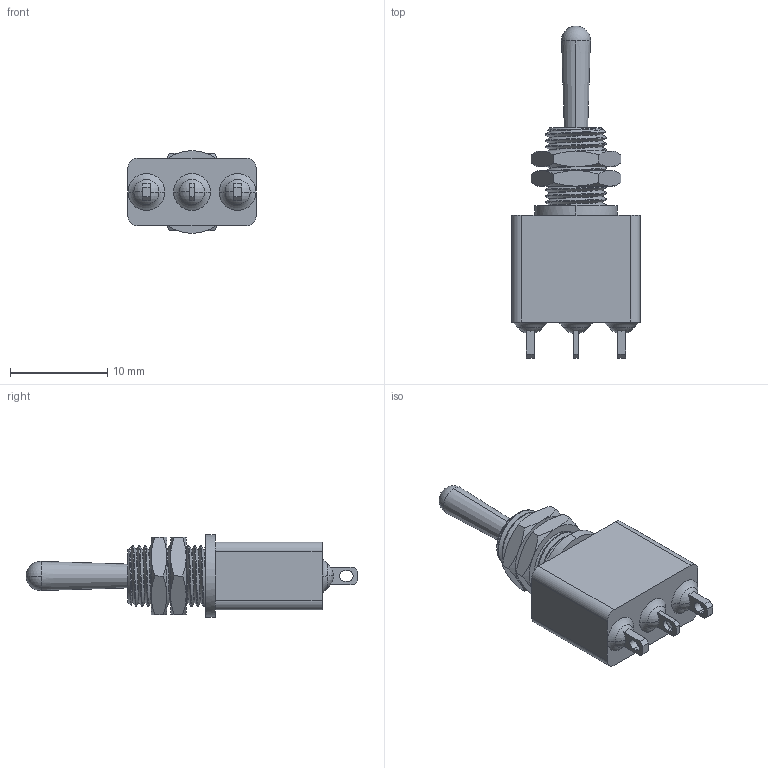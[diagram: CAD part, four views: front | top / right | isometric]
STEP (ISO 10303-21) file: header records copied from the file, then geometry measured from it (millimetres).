
FILE_DESCRIPTION (( 'STEP AP203' ), '1' );
FILE_NAME ('7347K14.step', '2016-11-22T14:50:51', ( '' ), ( '' ), 'SwSTEP 2.0', 'SolidWorks 2010', '' );
FILE_SCHEMA (( 'CONFIG_CONTROL_DESIGN' ));
Length unit declared in the file: millimetre
Products named in the file (1): 7347K14
Bounding box: 13.2 x 34.2 x 8.5 mm (x, y, z)
Volume: 1384.8 mm3; surface area: 1461.8 mm2
Topology: 4 solids, 4 shells, 207 faces, 553 edges, 353 vertices
Faces by surface type: plane 58, cylinder 55, cone 39, bspline 39, sphere 10, torus 6
Entity records: 20920 total; most frequent: CARTESIAN_POINT 16365, ORIENTED_EDGE 1086, DIRECTION 779, EDGE_CURVE 543, VERTEX_POINT 347, AXIS2_PLACEMENT_3D 301, EDGE_LOOP 220, ADVANCED_FACE 207
